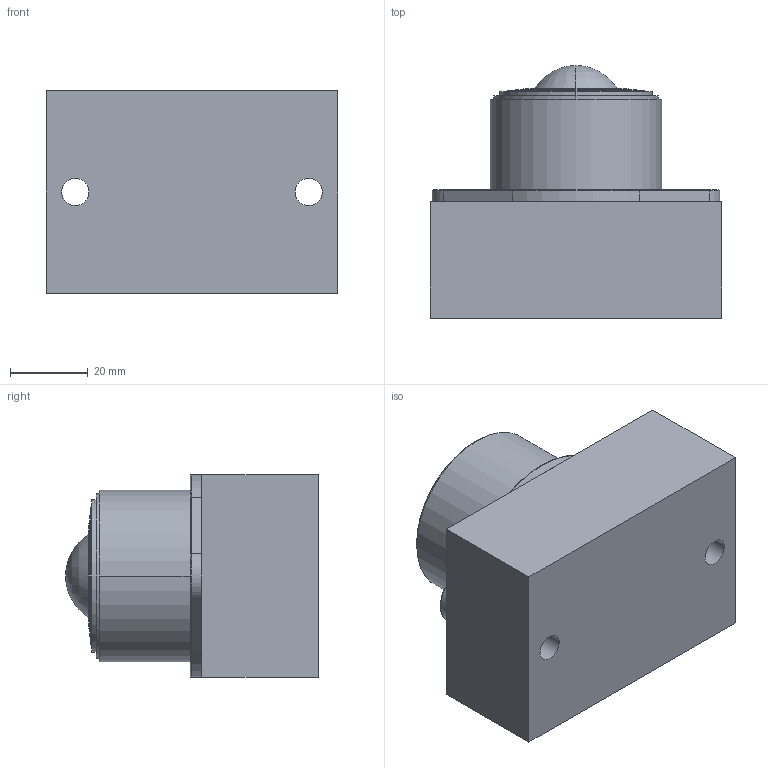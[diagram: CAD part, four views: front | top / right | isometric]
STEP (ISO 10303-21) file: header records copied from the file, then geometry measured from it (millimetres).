
FILE_DESCRIPTION (( 'STEP AP214' ), '1' );
FILE_NAME ('Castor ass.STEP', '2021-06-02T17:50:37', ( '' ), ( '' ), 'SwSTEP 2.0', 'SolidWorks 2020', '' );
FILE_SCHEMA (( 'AUTOMOTIVE_DESIGN' ));
Length unit declared in the file: millimetre
Products named in the file (3): Caster Wheel.stp; Castor support; Castor ass
Assembly tree (2 placements, depth 2):
  Castor ass
    Caster Wheel.stp
    Castor support
Bounding box: 75 x 65 x 52 mm (x, y, z)
Volume: 161841 mm3; surface area: 25865.7 mm2
Topology: 2 solids, 2 shells, 58 faces, 136 edges, 87 vertices
Faces by surface type: cylinder 32, plane 18, torus 6, bspline 2
Entity records: 1978 total; most frequent: CARTESIAN_POINT 340, DIRECTION 330, ORIENTED_EDGE 268, AXIS2_PLACEMENT_3D 137, EDGE_CURVE 134, VERTEX_POINT 87, CIRCLE 76, EDGE_LOOP 73
